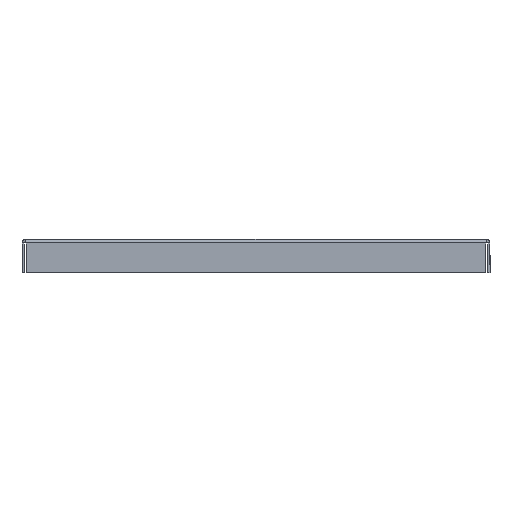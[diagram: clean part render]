
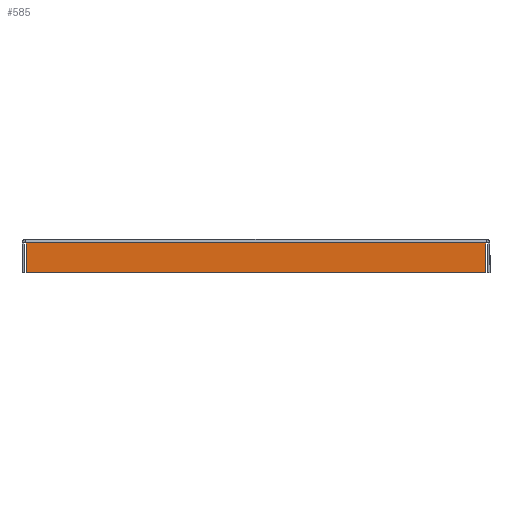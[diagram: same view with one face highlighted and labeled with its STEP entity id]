
A CAD part, front view. The second image highlights one B-rep face of the part: STEP entity #585.
In plain terms, the highlighted planar face has unit normal (0, -1, 0).
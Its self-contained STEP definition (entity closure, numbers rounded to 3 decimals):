
#67 = EDGE_CURVE ( 'NONE', #2628, #1202, #2546, .T. ) ;
#88 = CARTESIAN_POINT ( 'NONE',  ( -97.293, 16., 0.5 ) ) ;
#120 = CARTESIAN_POINT ( 'NONE',  ( -97.293, 16., 13. ) ) ;
#140 = DIRECTION ( 'NONE',  ( -1., 0., 0. ) ) ;
#261 = ORIENTED_EDGE ( 'NONE', *, *, #539, .F. ) ;
#331 = VECTOR ( 'NONE', #140, 1000. ) ;
#451 = EDGE_LOOP ( 'NONE', ( #261, #1526, #1265, #1400 ) ) ;
#506 = VERTEX_POINT ( 'NONE', #120 ) ;
#523 = EDGE_CURVE ( 'NONE', #1202, #506, #2571, .T. ) ;
#539 = EDGE_CURVE ( 'NONE', #2234, #506, #553, .T. ) ;
#553 = LINE ( 'NONE', #764, #1252 ) ;
#585 = ADVANCED_FACE ( 'NONE', ( #640 ), #794, .T. ) ;
#640 = FACE_OUTER_BOUND ( 'NONE', #451, .T. ) ;
#764 = CARTESIAN_POINT ( 'NONE',  ( -97.293, 16., 13.5 ) ) ;
#794 = PLANE ( 'NONE',  #1524 ) ;
#804 = DIRECTION ( 'NONE',  ( 0., 0., 1. ) ) ;
#882 = EDGE_CURVE ( 'NONE', #2628, #2234, #1228, .T. ) ;
#899 = CARTESIAN_POINT ( 'NONE',  ( 97.293, 16., 0. ) ) ;
#1042 = VECTOR ( 'NONE', #1253, 1000. ) ;
#1137 = CARTESIAN_POINT ( 'NONE',  ( 0., 16., 0. ) ) ;
#1202 = VERTEX_POINT ( 'NONE', #2398 ) ;
#1228 = LINE ( 'NONE', #1646, #1900 ) ;
#1252 = VECTOR ( 'NONE', #804, 1000. ) ;
#1253 = DIRECTION ( 'NONE',  ( 0., 0., 1. ) ) ;
#1262 = DIRECTION ( 'NONE',  ( -1., 0., 0. ) ) ;
#1265 = ORIENTED_EDGE ( 'NONE', *, *, #67, .T. ) ;
#1325 = CARTESIAN_POINT ( 'NONE',  ( 97.293, 16., 0.5 ) ) ;
#1349 = DIRECTION ( 'NONE',  ( 0., 0., -1. ) ) ;
#1400 = ORIENTED_EDGE ( 'NONE', *, *, #523, .T. ) ;
#1524 = AXIS2_PLACEMENT_3D ( 'NONE', #1137, #2184, #1349 ) ;
#1526 = ORIENTED_EDGE ( 'NONE', *, *, #882, .F. ) ;
#1646 = CARTESIAN_POINT ( 'NONE',  ( -99., 16., 0.5 ) ) ;
#1900 = VECTOR ( 'NONE', #1262, 1000. ) ;
#2184 = DIRECTION ( 'NONE',  ( 0., -1., 0. ) ) ;
#2234 = VERTEX_POINT ( 'NONE', #88 ) ;
#2398 = CARTESIAN_POINT ( 'NONE',  ( 97.293, 16., 13. ) ) ;
#2546 = LINE ( 'NONE', #899, #1042 ) ;
#2571 = LINE ( 'NONE', #2572, #331 ) ;
#2572 = CARTESIAN_POINT ( 'NONE',  ( 0., 16., 13. ) ) ;
#2628 = VERTEX_POINT ( 'NONE', #1325 ) ;
